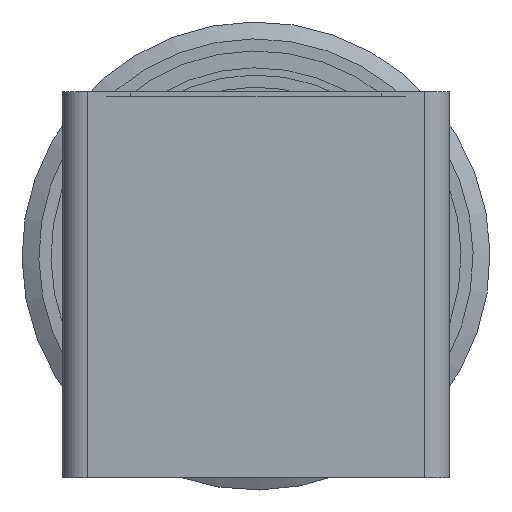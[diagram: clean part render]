
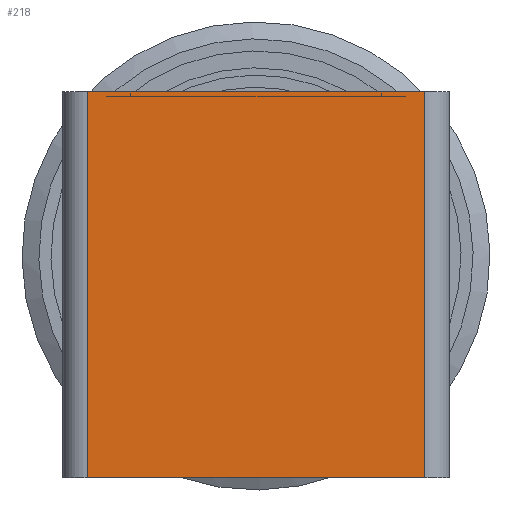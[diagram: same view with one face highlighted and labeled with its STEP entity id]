
A CAD part, left-side view. The second image highlights one B-rep face of the part: STEP entity #218.
In plain terms, the highlighted planar face has unit normal (-1, 0, 0).
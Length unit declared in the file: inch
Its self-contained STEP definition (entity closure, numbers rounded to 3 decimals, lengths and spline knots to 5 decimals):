
#7 = EDGE_CURVE ( 'NONE', #2407, #2065, #4373, .T. ) ;
#16 = DIRECTION ( 'NONE',  ( 0., 0., -1. ) ) ;
#218 = ADVANCED_FACE ( 'NONE', ( #702 ), #3046, .F. ) ;
#616 = CARTESIAN_POINT ( 'NONE',  ( 0., -0.1378, -0.15748 ) ) ;
#675 = DIRECTION ( 'NONE',  ( 1., 0., 0. ) ) ;
#702 = FACE_OUTER_BOUND ( 'NONE', #4291, .T. ) ;
#737 = CARTESIAN_POINT ( 'NONE',  ( 0., 0.1378, 0.15748 ) ) ;
#810 = ORIENTED_EDGE ( 'NONE', *, *, #2779, .F. ) ;
#985 = DIRECTION ( 'NONE',  ( 0., 0., -1. ) ) ;
#1007 = CARTESIAN_POINT ( 'NONE',  ( 0., 0.1378, 0.15748 ) ) ;
#1066 = VERTEX_POINT ( 'NONE', #1377 ) ;
#1083 = ORIENTED_EDGE ( 'NONE', *, *, #1487, .F. ) ;
#1377 = CARTESIAN_POINT ( 'NONE',  ( 0., 0.1378, 0.15748 ) ) ;
#1429 = ORIENTED_EDGE ( 'NONE', *, *, #2138, .T. ) ;
#1487 = EDGE_CURVE ( 'NONE', #3224, #1066, #3268, .T. ) ;
#1994 = VECTOR ( 'NONE', #3735, 39.37008 ) ;
#2018 = DIRECTION ( 'NONE',  ( 0., 0., 1. ) ) ;
#2065 = VERTEX_POINT ( 'NONE', #616 ) ;
#2138 = EDGE_CURVE ( 'NONE', #3224, #2065, #4341, .T. ) ;
#2407 = VERTEX_POINT ( 'NONE', #2558 ) ;
#2448 = VECTOR ( 'NONE', #2018, 39.37008 ) ;
#2558 = CARTESIAN_POINT ( 'NONE',  ( 0., -0.1378, 0.15748 ) ) ;
#2779 = EDGE_CURVE ( 'NONE', #1066, #2407, #3997, .T. ) ;
#2855 = ORIENTED_EDGE ( 'NONE', *, *, #7, .F. ) ;
#2991 = DIRECTION ( 'NONE',  ( 0., -1., 0. ) ) ;
#3046 = PLANE ( 'NONE',  #4323 ) ;
#3072 = CARTESIAN_POINT ( 'NONE',  ( 0., -0.1378, 0.15748 ) ) ;
#3220 = CARTESIAN_POINT ( 'NONE',  ( 0., 0.1378, 0.15748 ) ) ;
#3224 = VERTEX_POINT ( 'NONE', #3270 ) ;
#3268 = LINE ( 'NONE', #3220, #2448 ) ;
#3270 = CARTESIAN_POINT ( 'NONE',  ( 0., 0.1378, -0.15748 ) ) ;
#3356 = VECTOR ( 'NONE', #16, 39.37008 ) ;
#3373 = VECTOR ( 'NONE', #2991, 39.37008 ) ;
#3735 = DIRECTION ( 'NONE',  ( 0., -1., 0. ) ) ;
#3741 = CARTESIAN_POINT ( 'NONE',  ( 0., -0.1378, -0.15748 ) ) ;
#3997 = LINE ( 'NONE', #737, #1994 ) ;
#4291 = EDGE_LOOP ( 'NONE', ( #2855, #810, #1083, #1429 ) ) ;
#4323 = AXIS2_PLACEMENT_3D ( 'NONE', #1007, #675, #985 ) ;
#4341 = LINE ( 'NONE', #3741, #3373 ) ;
#4373 = LINE ( 'NONE', #3072, #3356 ) ;
